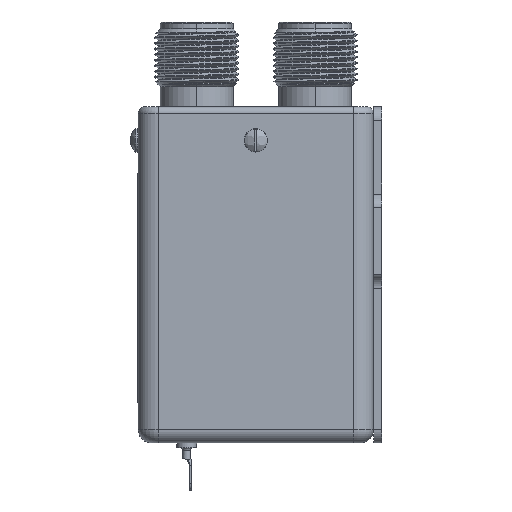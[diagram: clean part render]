
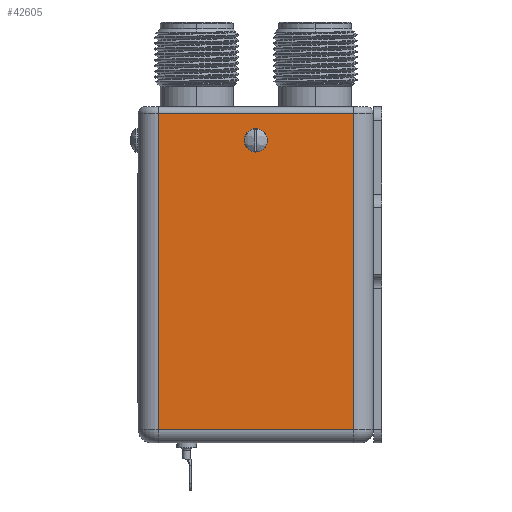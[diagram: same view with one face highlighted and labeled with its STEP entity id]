
A CAD part, left-side view. The second image highlights one B-rep face of the part: STEP entity #42605.
In plain terms, the highlighted planar face has unit normal (-1, 0, 0).
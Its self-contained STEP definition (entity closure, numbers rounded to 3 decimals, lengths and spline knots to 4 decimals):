
#2709 = VECTOR ( 'NONE', #71509, 39.3701 ) ;
#3676 = CARTESIAN_POINT ( 'NONE',  ( -0.875, -0.725, -0.05 ) ) ;
#3854 = DIRECTION ( 'NONE',  ( 0., -1., 0. ) ) ;
#5983 = DIRECTION ( 'NONE',  ( 0., 0., 1. ) ) ;
#6385 = ORIENTED_EDGE ( 'NONE', *, *, #18720, .T. ) ;
#8434 = VECTOR ( 'NONE', #26637, 39.3701 ) ;
#10410 = EDGE_CURVE ( 'NONE', #64701, #52747, #64510, .T. ) ;
#13314 = EDGE_CURVE ( 'NONE', #21511, #52747, #31649, .T. ) ;
#18720 = EDGE_CURVE ( 'NONE', #64386, #64701, #50221, .T. ) ;
#19626 = DIRECTION ( 'NONE',  ( 0., 0., 1. ) ) ;
#21511 = VERTEX_POINT ( 'NONE', #55594 ) ;
#25004 = CARTESIAN_POINT ( 'NONE',  ( -0.875, 0.725, -2.5 ) ) ;
#25696 = VECTOR ( 'NONE', #19626, 39.3701 ) ;
#26637 = DIRECTION ( 'NONE',  ( 0., 1., 0. ) ) ;
#29451 = DIRECTION ( 'NONE',  ( -1., 0., 0. ) ) ;
#29822 = FACE_OUTER_BOUND ( 'NONE', #48358, .T. ) ;
#31649 = LINE ( 'NONE', #25004, #2709 ) ;
#32078 = EDGE_CURVE ( 'NONE', #21511, #64386, #58450, .T. ) ;
#35066 = CARTESIAN_POINT ( 'NONE',  ( -0.875, -0.725, -2.5 ) ) ;
#38282 = CARTESIAN_POINT ( 'NONE',  ( -0.875, -0.725, -2.4 ) ) ;
#42605 = ADVANCED_FACE ( 'NONE', ( #29822 ), #69418, .T. ) ;
#43455 = CARTESIAN_POINT ( 'NONE',  ( -0.875, -0.725, -2.5 ) ) ;
#45428 = ORIENTED_EDGE ( 'NONE', *, *, #13314, .F. ) ;
#48358 = EDGE_LOOP ( 'NONE', ( #45428, #60629, #6385, #63167 ) ) ;
#50221 = LINE ( 'NONE', #43455, #25696 ) ;
#52747 = VERTEX_POINT ( 'NONE', #72575 ) ;
#54875 = AXIS2_PLACEMENT_3D ( 'NONE', #35066, #29451, #5983 ) ;
#55594 = CARTESIAN_POINT ( 'NONE',  ( -0.875, 0.725, -2.4 ) ) ;
#58450 = LINE ( 'NONE', #38282, #63004 ) ;
#60629 = ORIENTED_EDGE ( 'NONE', *, *, #32078, .T. ) ;
#63004 = VECTOR ( 'NONE', #3854, 39.3701 ) ;
#63167 = ORIENTED_EDGE ( 'NONE', *, *, #10410, .T. ) ;
#64386 = VERTEX_POINT ( 'NONE', #67933 ) ;
#64510 = LINE ( 'NONE', #67103, #8434 ) ;
#64701 = VERTEX_POINT ( 'NONE', #3676 ) ;
#67103 = CARTESIAN_POINT ( 'NONE',  ( -0.875, -0.725, -0.05 ) ) ;
#67933 = CARTESIAN_POINT ( 'NONE',  ( -0.875, -0.725, -2.4 ) ) ;
#69418 = PLANE ( 'NONE',  #54875 ) ;
#71509 = DIRECTION ( 'NONE',  ( 0., 0., 1. ) ) ;
#72575 = CARTESIAN_POINT ( 'NONE',  ( -0.875, 0.725, -0.05 ) ) ;
